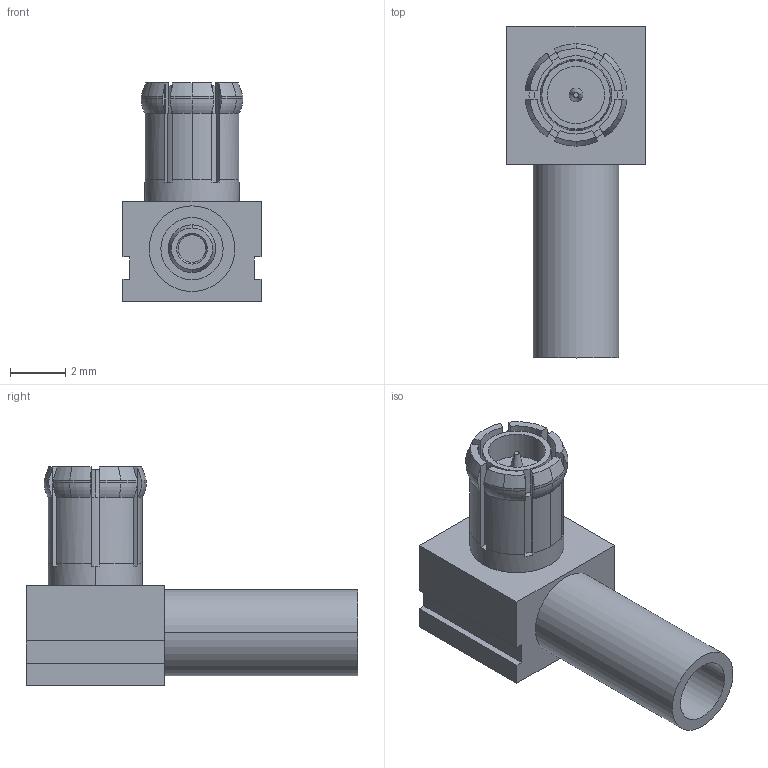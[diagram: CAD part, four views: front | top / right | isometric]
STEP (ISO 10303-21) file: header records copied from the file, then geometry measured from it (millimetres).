
FILE_DESCRIPTION (( 'STEP AP214' ), '1' );
FILE_NAME ('J01270A0201.STEP', '2018-11-12T13:21:27', ( '' ), ( '' ), 'SwSTEP 2.0', 'SolidWorks 2017', '' );
FILE_SCHEMA (( 'AUTOMOTIVE_DESIGN' ));
Length unit declared in the file: millimetre
Products named in the file (1): J01270A0201
Bounding box: 5 x 12 x 7.9 mm (x, y, z)
Volume: 160.9 mm3; surface area: 311.7 mm2
Topology: 1 solids, 1 shells, 148 faces, 390 edges, 253 vertices
Faces by surface type: plane 59, cylinder 55, cone 22, torus 12
Entity records: 6186 total; most frequent: DIRECTION 851, CARTESIAN_POINT 840, ORIENTED_EDGE 780, EDGE_CURVE 390, AXIS2_PLACEMENT_3D 324, VERTEX_POINT 253, VECTOR 203, LINE 203
